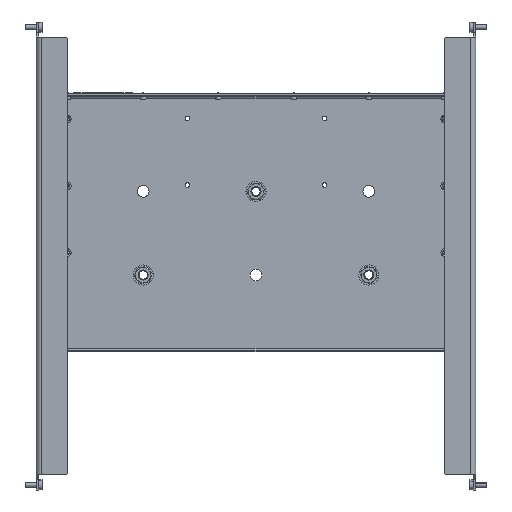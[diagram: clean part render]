
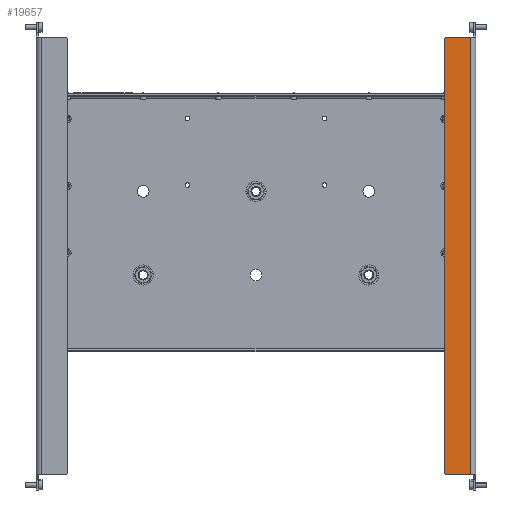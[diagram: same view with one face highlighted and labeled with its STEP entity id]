
A CAD part, front view. The second image highlights one B-rep face of the part: STEP entity #19657.
In plain terms, the highlighted planar face has unit normal (0, -1, 0).
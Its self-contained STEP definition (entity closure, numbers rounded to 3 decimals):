
#576 = ORIENTED_EDGE ( 'NONE', *, *, #8565, .T. ) ;
#1047 = LINE ( 'NONE', #1152, #2016 ) ;
#1152 = CARTESIAN_POINT ( 'NONE',  ( 38., 0., -260. ) ) ;
#1524 = VECTOR ( 'NONE', #5080, 1000. ) ;
#1802 = VECTOR ( 'NONE', #17833, 1000. ) ;
#1803 = CARTESIAN_POINT ( 'NONE',  ( 6., 0., 280. ) ) ;
#1958 = DIRECTION ( 'NONE',  ( 0., 1., 0. ) ) ;
#2016 = VECTOR ( 'NONE', #8357, 1000. ) ;
#2157 = CARTESIAN_POINT ( 'NONE',  ( 38., 0., 260. ) ) ;
#2499 = CARTESIAN_POINT ( 'NONE',  ( 38., 0., -260. ) ) ;
#2666 = VERTEX_POINT ( 'NONE', #8621 ) ;
#3674 = LINE ( 'NONE', #2157, #17087 ) ;
#4160 = AXIS2_PLACEMENT_3D ( 'NONE', #18208, #1958, #5675 ) ;
#5080 = DIRECTION ( 'NONE',  ( -1., 0., 0. ) ) ;
#5675 = DIRECTION ( 'NONE',  ( 0., 0., 1. ) ) ;
#5724 = CARTESIAN_POINT ( 'NONE',  ( 36., 0., -262. ) ) ;
#7391 = EDGE_CURVE ( 'NONE', #17835, #19131, #21430, .T. ) ;
#8337 = ORIENTED_EDGE ( 'NONE', *, *, #20153, .T. ) ;
#8357 = DIRECTION ( 'NONE',  ( 0.707, 0., 0.707 ) ) ;
#8565 = EDGE_CURVE ( 'NONE', #18535, #17835, #10656, .T. ) ;
#8621 = CARTESIAN_POINT ( 'NONE',  ( 38., 0., 260. ) ) ;
#9070 = EDGE_CURVE ( 'NONE', #2666, #10009, #21630, .T. ) ;
#9129 = CARTESIAN_POINT ( 'NONE',  ( 6., 0., 262. ) ) ;
#10009 = VERTEX_POINT ( 'NONE', #2499 ) ;
#10362 = EDGE_LOOP ( 'NONE', ( #14954, #20829, #12585, #8337, #576, #19654 ) ) ;
#10656 = LINE ( 'NONE', #15746, #1802 ) ;
#10732 = VECTOR ( 'NONE', #18485, 1000. ) ;
#10769 = DIRECTION ( 'NONE',  ( 0., 0., -1. ) ) ;
#11901 = CARTESIAN_POINT ( 'NONE',  ( 6., 0., -262. ) ) ;
#12490 = VECTOR ( 'NONE', #10769, 1000. ) ;
#12585 = ORIENTED_EDGE ( 'NONE', *, *, #9070, .F. ) ;
#14261 = VERTEX_POINT ( 'NONE', #5724 ) ;
#14788 = CARTESIAN_POINT ( 'NONE',  ( 38., 0., 280. ) ) ;
#14954 = ORIENTED_EDGE ( 'NONE', *, *, #18360, .F. ) ;
#15655 = CARTESIAN_POINT ( 'NONE',  ( 38., 0., -262. ) ) ;
#15746 = CARTESIAN_POINT ( 'NONE',  ( 38., 0., 262. ) ) ;
#16934 = LINE ( 'NONE', #15655, #1524 ) ;
#17087 = VECTOR ( 'NONE', #21665, 1000. ) ;
#17833 = DIRECTION ( 'NONE',  ( -1., 0., 0. ) ) ;
#17835 = VERTEX_POINT ( 'NONE', #9129 ) ;
#17866 = PLANE ( 'NONE',  #4160 ) ;
#18208 = CARTESIAN_POINT ( 'NONE',  ( 0., 0., 280. ) ) ;
#18360 = EDGE_CURVE ( 'NONE', #14261, #19131, #16934, .T. ) ;
#18485 = DIRECTION ( 'NONE',  ( 0., 0., -1. ) ) ;
#18535 = VERTEX_POINT ( 'NONE', #21220 ) ;
#19131 = VERTEX_POINT ( 'NONE', #11901 ) ;
#19617 = FACE_OUTER_BOUND ( 'NONE', #10362, .T. ) ;
#19654 = ORIENTED_EDGE ( 'NONE', *, *, #7391, .T. ) ;
#19657 = ADVANCED_FACE ( 'NONE', ( #19617 ), #17866, .F. ) ;
#20153 = EDGE_CURVE ( 'NONE', #2666, #18535, #3674, .T. ) ;
#20829 = ORIENTED_EDGE ( 'NONE', *, *, #22538, .T. ) ;
#21220 = CARTESIAN_POINT ( 'NONE',  ( 36., 0., 262. ) ) ;
#21430 = LINE ( 'NONE', #1803, #12490 ) ;
#21630 = LINE ( 'NONE', #14788, #10732 ) ;
#21665 = DIRECTION ( 'NONE',  ( -0.707, 0., 0.707 ) ) ;
#22538 = EDGE_CURVE ( 'NONE', #14261, #10009, #1047, .T. ) ;
